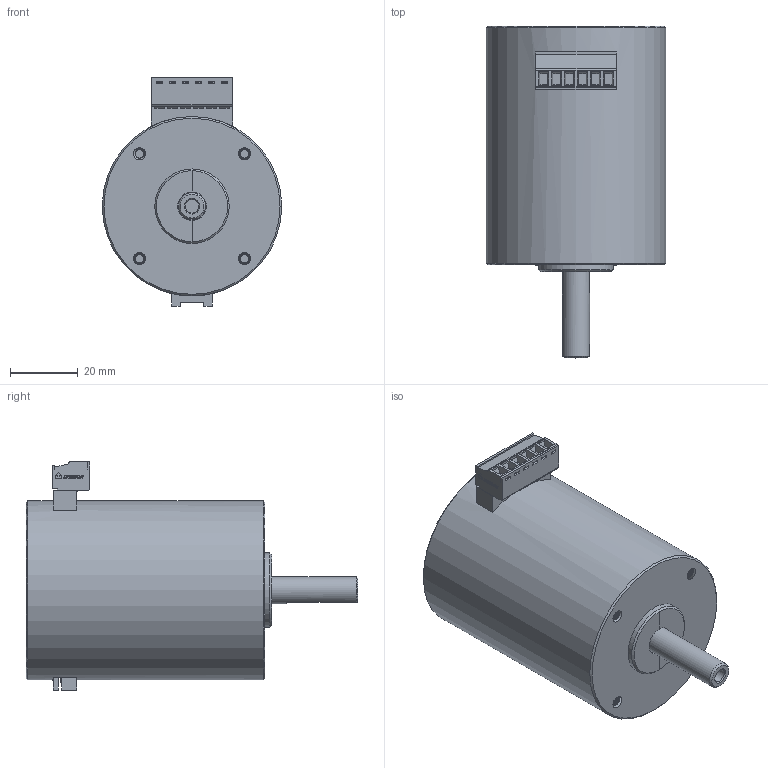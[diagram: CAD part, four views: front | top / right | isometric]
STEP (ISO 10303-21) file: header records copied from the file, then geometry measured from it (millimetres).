
FILE_DESCRIPTION(/* description */ (''),/* implementation_level */ '2;1');
FILE_NAME(/* name */ '42AIM30.step',/* time_stamp */ '2024-08-19T10:25:42-04:00',/* author */ (''),/* organization */ (''),/* preprocessor_version */ 'ST-DEVELOPER v20',/* originating_system */ 'Autodesk Translation Framework v13.14.0.145',/* authorisation */ '');
FILE_SCHEMA (('AUTOMOTIVE_DESIGN { 1 0 10303 214 3 1 1 }'));
Length unit declared in the file: millimetre
Products named in the file (1): 42AIM30
Bounding box: 53 x 98 x 67.4 mm (x, y, z)
Volume: 159268.5 mm3; surface area: 21544.7 mm2
Topology: 2 solids, 2 shells, 1118 faces, 3024 edges, 2001 vertices
Faces by surface type: plane 906, cylinder 171, torus 18, cone 15, bspline 8
Full cylindrical faces by diameter (mm): 0.5 x10, 2 x6, 2.529 x12, 2.87 x6, 2.95 x12, 3.086 x8, 4 x1, 8 x1, 8.4 x1, 22 x1, 53 x1
Entity records: 39381 total; most frequent: CARTESIAN_POINT 10884, ORIENTED_EDGE 6048, DIRECTION 5402, EDGE_CURVE 3024, LINE 2528, VECTOR 2528, VERTEX_POINT 2001, AXIS2_PLACEMENT_3D 1437
